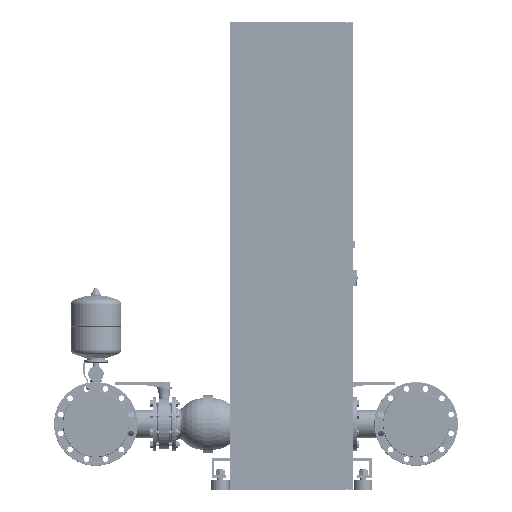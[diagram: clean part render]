
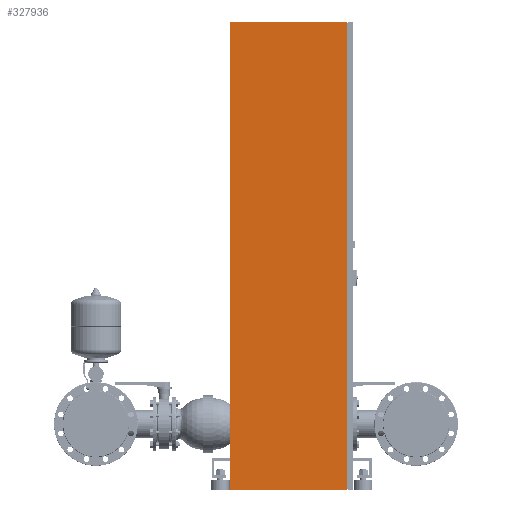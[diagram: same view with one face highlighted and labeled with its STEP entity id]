
A CAD part, left-side view. The second image highlights one B-rep face of the part: STEP entity #327936.
In plain terms, the highlighted planar face has unit normal (-1, 0, 0).
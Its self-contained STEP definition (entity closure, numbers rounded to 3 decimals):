
#327897=CARTESIAN_POINT('',(-1150.0,250.0,0.0));
#327898=DIRECTION('',(-1.0,0.0,0.0));
#327899=DIRECTION('',(0.0,-1.0,0.0));
#327900=AXIS2_PLACEMENT_3D('',#327897,#327898,#327899);
#327901=PLANE('',#327900);
#327902=CARTESIAN_POINT('',(-1150.0,-225.0,0.));
#327903=VERTEX_POINT('',#327902);
#327904=CARTESIAN_POINT('',(-1150.,-225.,1900.0));
#327905=VERTEX_POINT('',#327904);
#327906=CARTESIAN_POINT('',(-1150.0,-225.0,0.));
#327907=DIRECTION('',(0.0,0.0,1.0));
#327908=VECTOR('',#327907,1900.0);
#327909=LINE('',#327906,#327908);
#327910=EDGE_CURVE('',#327903,#327905,#327909,.T.);
#327911=ORIENTED_EDGE('',*,*,#327910,.T.);
#327912=CARTESIAN_POINT('',(-1150.,250.,1900.0));
#327913=VERTEX_POINT('',#327912);
#327914=CARTESIAN_POINT('',(-1150.,250.,1900.0));
#327915=DIRECTION('',(0.0,-1.0,0.0));
#327916=VECTOR('',#327915,475.0);
#327917=LINE('',#327914,#327916);
#327918=EDGE_CURVE('',#327913,#327905,#327917,.T.);
#327919=ORIENTED_EDGE('',*,*,#327918,.F.);
#327920=CARTESIAN_POINT('',(-1150.0,250.0,0.0));
#327921=VERTEX_POINT('',#327920);
#327922=CARTESIAN_POINT('',(-1150.,250.,1900.0));
#327923=DIRECTION('',(0.0,0.0,-1.0));
#327924=VECTOR('',#327923,1900.0);
#327925=LINE('',#327922,#327924);
#327926=EDGE_CURVE('',#327913,#327921,#327925,.T.);
#327927=ORIENTED_EDGE('',*,*,#327926,.T.);
#327928=CARTESIAN_POINT('',(-1150.0,250.0,0.0));
#327929=DIRECTION('',(0.0,-1.0,0.0));
#327930=VECTOR('',#327929,475.0);
#327931=LINE('',#327928,#327930);
#327932=EDGE_CURVE('',#327921,#327903,#327931,.T.);
#327933=ORIENTED_EDGE('',*,*,#327932,.T.);
#327934=EDGE_LOOP('',(#327911,#327919,#327927,#327933));
#327935=FACE_OUTER_BOUND('',#327934,.T.);
#327936=ADVANCED_FACE('',(#327935),#327901,.T.);
